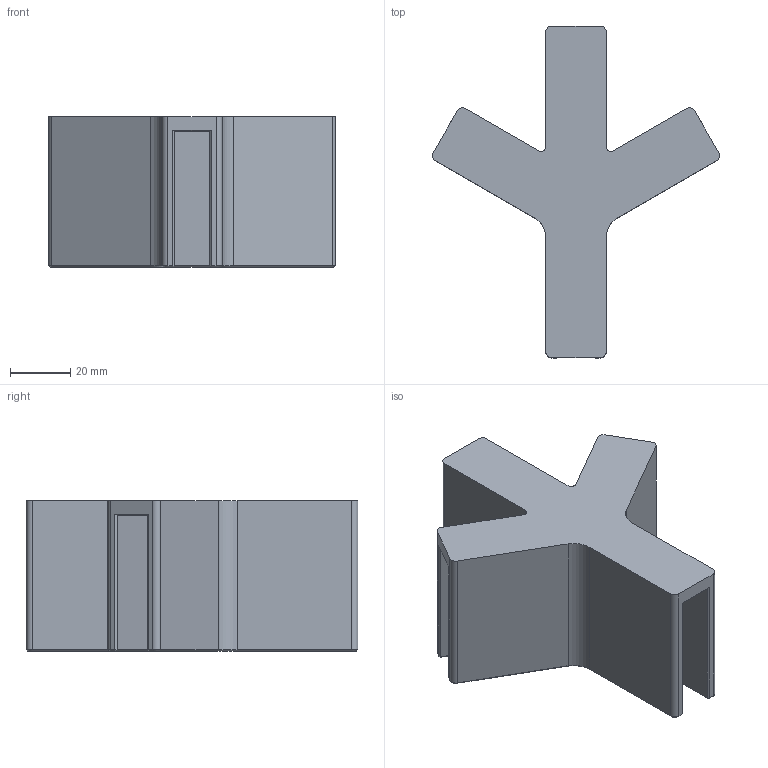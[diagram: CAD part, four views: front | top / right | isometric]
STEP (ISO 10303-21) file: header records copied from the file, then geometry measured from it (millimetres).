
FILE_DESCRIPTION(/* description */ (''),/* implementation_level */ '2;1');
FILE_NAME(/* name */ '5.stp',/* time_stamp */ '2021-06-04T15:37:32+02:00',/* author */ ('jgraber'),/* organization */ (''),/* preprocessor_version */ 'ST-DEVELOPER v17.2',/* originating_system */ 'Autodesk Inventor 2019',/* authorisation */ '');
FILE_SCHEMA (('AUTOMOTIVE_DESIGN { 1 0 10303 214 3 1 1 }'));
Length unit declared in the file: millimetre
Products named in the file (1): 5
Bounding box: 95.14 x 110 x 50 mm (x, y, z)
Volume: 101914.4 mm3; surface area: 41299.7 mm2
Topology: 1 solids, 1 shells, 102 faces, 236 edges, 136 vertices
Faces by surface type: plane 78, cone 12, cylinder 12
Entity records: 2825 total; most frequent: DIRECTION 478, CARTESIAN_POINT 475, ORIENTED_EDGE 472, EDGE_CURVE 236, LINE 200, VECTOR 200, AXIS2_PLACEMENT_3D 139, VERTEX_POINT 136
